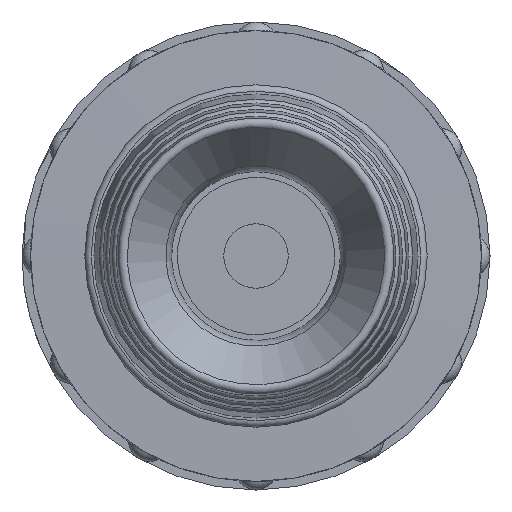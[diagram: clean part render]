
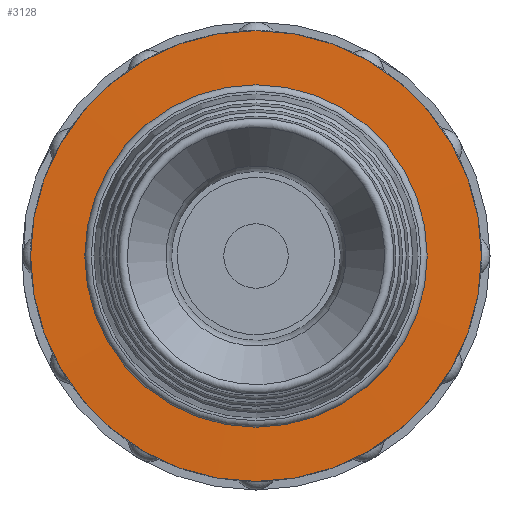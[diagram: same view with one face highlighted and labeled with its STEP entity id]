
A CAD part, front view. The second image highlights one B-rep face of the part: STEP entity #3128.
In plain terms, the highlighted conical face has half-angle 88.949 degrees and reference radius 54500 mm.
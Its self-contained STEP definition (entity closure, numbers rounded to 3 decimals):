
#604 = EDGE_LOOP ( 'NONE', ( #3535 ) ) ;
#795 = ORIENTED_EDGE ( 'NONE', *, *, #5234, .F. ) ;
#917 = DIRECTION ( 'NONE',  ( 0., 0., -1. ) ) ;
#1044 = FACE_OUTER_BOUND ( 'NONE', #1651, .T. ) ;
#1082 = DIRECTION ( 'NONE',  ( 0., -1., 0. ) ) ;
#1117 = DIRECTION ( 'NONE',  ( 0., 0., -1. ) ) ;
#1367 = DIRECTION ( 'NONE',  ( 0., -1., 0. ) ) ;
#1487 = DIRECTION ( 'NONE',  ( 0., 0., -1. ) ) ;
#1651 = EDGE_LOOP ( 'NONE', ( #795 ) ) ;
#1663 = CARTESIAN_POINT ( 'NONE',  ( 0., 25.037, -52.5 ) ) ;
#1689 = AXIS2_PLACEMENT_3D ( 'NONE', #3372, #4743, #1487 ) ;
#2175 = CARTESIAN_POINT ( 'NONE',  ( 0., 25.294, -38.5 ) ) ;
#2616 = VERTEX_POINT ( 'NONE', #2175 ) ;
#3015 = CIRCLE ( 'NONE', #5741, 38.5 ) ;
#3128 = ADVANCED_FACE ( 'NONE', ( #3746, #1044 ), #3993, .T. ) ;
#3372 = CARTESIAN_POINT ( 'NONE',  ( 0., -974., 0. ) ) ;
#3468 = EDGE_CURVE ( 'NONE', #2616, #2616, #3015, .T. ) ;
#3535 = ORIENTED_EDGE ( 'NONE', *, *, #3468, .T. ) ;
#3746 = FACE_BOUND ( 'NONE', #604, .T. ) ;
#3993 = CONICAL_SURFACE ( 'NONE', #1689, 54500., 1.552 ) ;
#4483 = CIRCLE ( 'NONE', #5155, 52.5 ) ;
#4743 = DIRECTION ( 'NONE',  ( 0., -1., 0. ) ) ;
#5155 = AXIS2_PLACEMENT_3D ( 'NONE', #5294, #1082, #1117 ) ;
#5234 = EDGE_CURVE ( 'NONE', #5799, #5799, #4483, .T. ) ;
#5294 = CARTESIAN_POINT ( 'NONE',  ( 0., 25.037, 0. ) ) ;
#5507 = CARTESIAN_POINT ( 'NONE',  ( 0., 25.294, 0. ) ) ;
#5741 = AXIS2_PLACEMENT_3D ( 'NONE', #5507, #1367, #917 ) ;
#5799 = VERTEX_POINT ( 'NONE', #1663 ) ;
